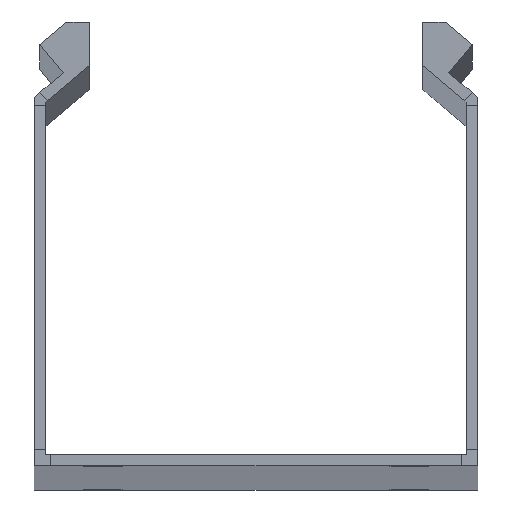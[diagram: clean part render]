
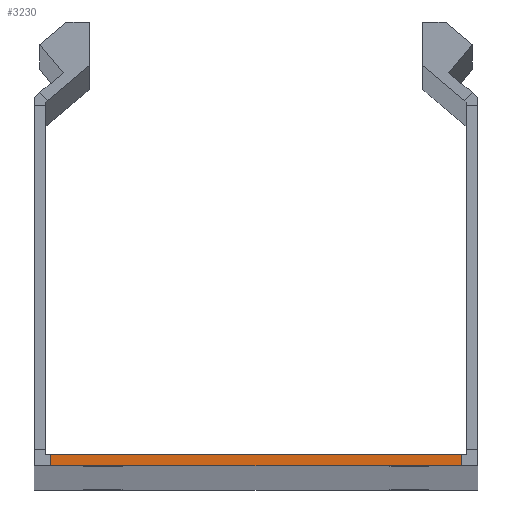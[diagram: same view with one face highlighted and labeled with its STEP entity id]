
A CAD part, top view. The second image highlights one B-rep face of the part: STEP entity #3230.
In plain terms, the highlighted planar face has unit normal (0, 0, 1).
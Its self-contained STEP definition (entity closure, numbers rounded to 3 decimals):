
#151 = CARTESIAN_POINT ( 'NONE',  ( -40., 0., 1250. ) ) ;
#637 = EDGE_CURVE ( 'NONE', #833, #2165, #3808, .T. ) ;
#663 = LINE ( 'NONE', #151, #5597 ) ;
#833 = VERTEX_POINT ( 'NONE', #3653 ) ;
#858 = EDGE_LOOP ( 'NONE', ( #2238, #2375, #5135, #981 ) ) ;
#930 = VERTEX_POINT ( 'NONE', #3740 ) ;
#981 = ORIENTED_EDGE ( 'NONE', *, *, #2644, .T. ) ;
#1021 = CARTESIAN_POINT ( 'NONE',  ( -40., 2., 1250. ) ) ;
#1277 = CARTESIAN_POINT ( 'NONE',  ( 37., 0., 1250. ) ) ;
#1290 = VERTEX_POINT ( 'NONE', #1277 ) ;
#1379 = CARTESIAN_POINT ( 'NONE',  ( 37., 0., 1250. ) ) ;
#1495 = EDGE_CURVE ( 'NONE', #1290, #833, #1539, .T. ) ;
#1539 = LINE ( 'NONE', #1379, #4074 ) ;
#1853 = DIRECTION ( 'NONE',  ( 0., 1., 0. ) ) ;
#2076 = LINE ( 'NONE', #2289, #5114 ) ;
#2080 = FACE_OUTER_BOUND ( 'NONE', #858, .T. ) ;
#2165 = VERTEX_POINT ( 'NONE', #4279 ) ;
#2231 = EDGE_CURVE ( 'NONE', #1290, #930, #663, .T. ) ;
#2238 = ORIENTED_EDGE ( 'NONE', *, *, #2231, .F. ) ;
#2289 = CARTESIAN_POINT ( 'NONE',  ( -37., 2., 1250. ) ) ;
#2375 = ORIENTED_EDGE ( 'NONE', *, *, #1495, .T. ) ;
#2388 = DIRECTION ( 'NONE',  ( 1., 0., 0. ) ) ;
#2415 = DIRECTION ( 'NONE',  ( -1., 0., 0. ) ) ;
#2644 = EDGE_CURVE ( 'NONE', #2165, #930, #2076, .T. ) ;
#2750 = DIRECTION ( 'NONE',  ( 0., -1., 0. ) ) ;
#2887 = DIRECTION ( 'NONE',  ( -1., 0., 0. ) ) ;
#3230 = ADVANCED_FACE ( 'NONE', ( #2080 ), #5129, .T. ) ;
#3653 = CARTESIAN_POINT ( 'NONE',  ( 37., 2., 1250. ) ) ;
#3740 = CARTESIAN_POINT ( 'NONE',  ( -37., 0., 1250. ) ) ;
#3808 = LINE ( 'NONE', #1021, #4948 ) ;
#4074 = VECTOR ( 'NONE', #1853, 1000. ) ;
#4196 = AXIS2_PLACEMENT_3D ( 'NONE', #4686, #4199, #2388 ) ;
#4199 = DIRECTION ( 'NONE',  ( 0., 0., 1. ) ) ;
#4279 = CARTESIAN_POINT ( 'NONE',  ( -37., 2., 1250. ) ) ;
#4686 = CARTESIAN_POINT ( 'NONE',  ( 38., 3., 1250. ) ) ;
#4948 = VECTOR ( 'NONE', #2415, 1000. ) ;
#5114 = VECTOR ( 'NONE', #2750, 1000. ) ;
#5129 = PLANE ( 'NONE',  #4196 ) ;
#5135 = ORIENTED_EDGE ( 'NONE', *, *, #637, .T. ) ;
#5597 = VECTOR ( 'NONE', #2887, 1000. ) ;
